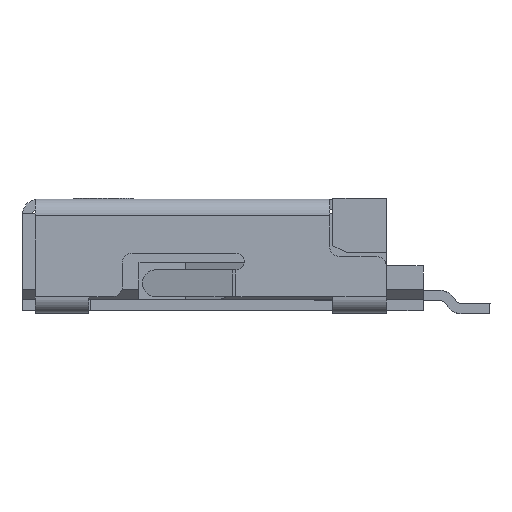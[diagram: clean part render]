
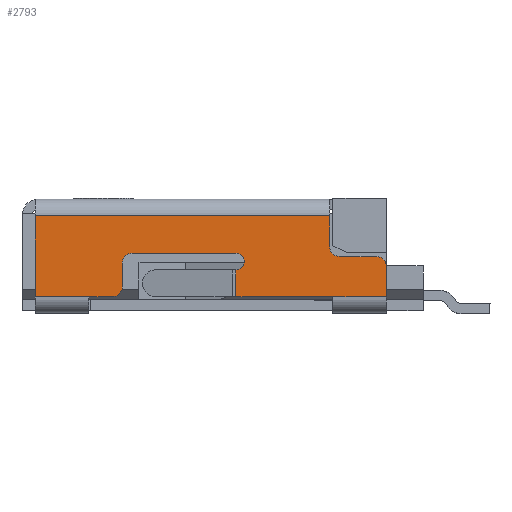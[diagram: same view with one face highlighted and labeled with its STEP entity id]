
A CAD part, left-side view. The second image highlights one B-rep face of the part: STEP entity #2793.
In plain terms, the highlighted planar face has unit normal (-1, 0, 0).
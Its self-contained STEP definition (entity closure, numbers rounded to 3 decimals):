
#155 = ORIENTED_EDGE ( 'NONE', *, *, #14922, .T. ) ;
#308 = LINE ( 'NONE', #24557, #44338 ) ;
#788 = VECTOR ( 'NONE', #40786, 1000. ) ;
#893 = EDGE_CURVE ( 'NONE', #5099, #14845, #8778, .T. ) ;
#1531 = EDGE_CURVE ( 'NONE', #26550, #6496, #7658, .T. ) ;
#2085 = EDGE_CURVE ( 'NONE', #39082, #14845, #16752, .T. ) ;
#2458 = ORIENTED_EDGE ( 'NONE', *, *, #12616, .T. ) ;
#2791 = DIRECTION ( 'NONE',  ( 0., 0., -1. ) ) ;
#2793 = ADVANCED_FACE ( 'NONE', ( #37607 ), #13151, .T. ) ;
#2933 = LINE ( 'NONE', #23778, #788 ) ;
#3046 = EDGE_LOOP ( 'NONE', ( #5456, #22511, #9068, #2458, #28464, #23198, #26822, #12982, #8268, #155, #17183, #35353, #17677, #33420, #39621, #30430, #16476 ) ) ;
#3200 = DIRECTION ( 'NONE',  ( 0., -1., 0. ) ) ;
#4653 = DIRECTION ( 'NONE',  ( -1., 0., 0. ) ) ;
#5026 = VERTEX_POINT ( 'NONE', #22944 ) ;
#5099 = VERTEX_POINT ( 'NONE', #41319 ) ;
#5456 = ORIENTED_EDGE ( 'NONE', *, *, #42380, .T. ) ;
#5797 = EDGE_CURVE ( 'NONE', #9634, #5026, #23483, .T. ) ;
#6200 = AXIS2_PLACEMENT_3D ( 'NONE', #9990, #16654, #44788 ) ;
#6496 = VERTEX_POINT ( 'NONE', #10675 ) ;
#6571 = CARTESIAN_POINT ( 'NONE',  ( -20.111, 3.346, 0.042 ) ) ;
#7077 = LINE ( 'NONE', #21030, #26369 ) ;
#7231 = CARTESIAN_POINT ( 'NONE',  ( -20.111, 7.746, -0.458 ) ) ;
#7658 = CIRCLE ( 'NONE', #6200, 0.15 ) ;
#8268 = ORIENTED_EDGE ( 'NONE', *, *, #32785, .F. ) ;
#8437 = DIRECTION ( 'NONE',  ( 1., 0., 0. ) ) ;
#8598 = DIRECTION ( 'NONE',  ( 0., -1., 0. ) ) ;
#8778 = LINE ( 'NONE', #22513, #40942 ) ;
#9016 = DIRECTION ( 'NONE',  ( 0., 1., 0. ) ) ;
#9068 = ORIENTED_EDGE ( 'NONE', *, *, #893, .F. ) ;
#9634 = VERTEX_POINT ( 'NONE', #26888 ) ;
#9990 = CARTESIAN_POINT ( 'NONE',  ( -20.111, 6.596, -1.018 ) ) ;
#10143 = DIRECTION ( 'NONE',  ( 0., -1., 0. ) ) ;
#10675 = CARTESIAN_POINT ( 'NONE',  ( -20.111, 6.446, -1.018 ) ) ;
#11026 = LINE ( 'NONE', #41994, #14879 ) ;
#11041 = DIRECTION ( 'NONE',  ( 0., 0., 1. ) ) ;
#11165 = AXIS2_PLACEMENT_3D ( 'NONE', #26357, #40196, #9016 ) ;
#11578 = DIRECTION ( 'NONE',  ( 0., 0., -1. ) ) ;
#11747 = VERTEX_POINT ( 'NONE', #37019 ) ;
#12598 = VECTOR ( 'NONE', #11041, 1000. ) ;
#12616 = EDGE_CURVE ( 'NONE', #5099, #33746, #31832, .T. ) ;
#12982 = ORIENTED_EDGE ( 'NONE', *, *, #41592, .T. ) ;
#13057 = VERTEX_POINT ( 'NONE', #44399 ) ;
#13151 = PLANE ( 'NONE',  #11165 ) ;
#14070 = LINE ( 'NONE', #21584, #38799 ) ;
#14602 = CIRCLE ( 'NONE', #18968, 0.125 ) ;
#14827 = VERTEX_POINT ( 'NONE', #24581 ) ;
#14845 = VERTEX_POINT ( 'NONE', #30985 ) ;
#14879 = VECTOR ( 'NONE', #35280, 1000. ) ;
#14922 = EDGE_CURVE ( 'NONE', #20999, #13057, #42078, .T. ) ;
#15963 = AXIS2_PLACEMENT_3D ( 'NONE', #41556, #24740, #10143 ) ;
#16154 = CARTESIAN_POINT ( 'NONE',  ( -20.111, 6.946, -1.168 ) ) ;
#16476 = ORIENTED_EDGE ( 'NONE', *, *, #40200, .T. ) ;
#16654 = DIRECTION ( 'NONE',  ( -1., 0., 0. ) ) ;
#16752 = LINE ( 'NONE', #34550, #17942 ) ;
#17183 = ORIENTED_EDGE ( 'NONE', *, *, #43855, .T. ) ;
#17677 = ORIENTED_EDGE ( 'NONE', *, *, #1531, .T. ) ;
#17942 = VECTOR ( 'NONE', #3200, 1000. ) ;
#18116 = EDGE_CURVE ( 'NONE', #27841, #26550, #2933, .T. ) ;
#18311 = EDGE_CURVE ( 'NONE', #6496, #9634, #30036, .T. ) ;
#18660 = DIRECTION ( 'NONE',  ( 0., -1., 0. ) ) ;
#18968 = AXIS2_PLACEMENT_3D ( 'NONE', #39853, #8437, #33371 ) ;
#20999 = VERTEX_POINT ( 'NONE', #28496 ) ;
#21030 = CARTESIAN_POINT ( 'NONE',  ( -20.111, 4.746, -0.668 ) ) ;
#21584 = CARTESIAN_POINT ( 'NONE',  ( -20.111, 3.346, -0.458 ) ) ;
#22511 = ORIENTED_EDGE ( 'NONE', *, *, #2085, .T. ) ;
#22513 = CARTESIAN_POINT ( 'NONE',  ( -20.111, 2.896, -1.168 ) ) ;
#22589 = AXIS2_PLACEMENT_3D ( 'NONE', #36015, #4653, #18660 ) ;
#22592 = CARTESIAN_POINT ( 'NONE',  ( -20.111, 2.646, -0.568 ) ) ;
#22944 = CARTESIAN_POINT ( 'NONE',  ( -20.111, 6.296, -0.518 ) ) ;
#23007 = CARTESIAN_POINT ( 'NONE',  ( -20.111, 5.121, -0.518 ) ) ;
#23198 = ORIENTED_EDGE ( 'NONE', *, *, #26300, .T. ) ;
#23391 = CARTESIAN_POINT ( 'NONE',  ( -20.111, 4.746, -0.768 ) ) ;
#23410 = VERTEX_POINT ( 'NONE', #23391 ) ;
#23483 = CIRCLE ( 'NONE', #24933, 0.15 ) ;
#23778 = CARTESIAN_POINT ( 'NONE',  ( -20.111, 5.121, -1.168 ) ) ;
#24073 = CARTESIAN_POINT ( 'NONE',  ( -20.111, 2.496, -0.668 ) ) ;
#24321 = EDGE_CURVE ( 'NONE', #11747, #32647, #29774, .T. ) ;
#24557 = CARTESIAN_POINT ( 'NONE',  ( -20.111, 5.121, -1.168 ) ) ;
#24581 = CARTESIAN_POINT ( 'NONE',  ( -20.111, 4.746, -0.518 ) ) ;
#24719 = CARTESIAN_POINT ( 'NONE',  ( -20.111, 3.346, -0.418 ) ) ;
#24740 = DIRECTION ( 'NONE',  ( 1., 0., 0. ) ) ;
#24933 = AXIS2_PLACEMENT_3D ( 'NONE', #38289, #38055, #2791 ) ;
#25613 = DIRECTION ( 'NONE',  ( 0., -1., 0. ) ) ;
#25723 = CARTESIAN_POINT ( 'NONE',  ( -20.111, 6.596, -1.168 ) ) ;
#25734 = VERTEX_POINT ( 'NONE', #22592 ) ;
#25934 = DIRECTION ( 'NONE',  ( 0., 0., 1. ) ) ;
#26249 = VECTOR ( 'NONE', #11578, 1000. ) ;
#26300 = EDGE_CURVE ( 'NONE', #25734, #11747, #11026, .T. ) ;
#26357 = CARTESIAN_POINT ( 'NONE',  ( -20.111, 2.364, 0.067 ) ) ;
#26369 = VECTOR ( 'NONE', #31972, 1000. ) ;
#26550 = VERTEX_POINT ( 'NONE', #25723 ) ;
#26822 = ORIENTED_EDGE ( 'NONE', *, *, #24321, .T. ) ;
#26888 = CARTESIAN_POINT ( 'NONE',  ( -20.111, 6.446, -0.668 ) ) ;
#27841 = VERTEX_POINT ( 'NONE', #16154 ) ;
#28464 = ORIENTED_EDGE ( 'NONE', *, *, #31075, .T. ) ;
#28496 = CARTESIAN_POINT ( 'NONE',  ( -20.111, 7.746, 0.042 ) ) ;
#28905 = EDGE_CURVE ( 'NONE', #5026, #14827, #38044, .T. ) ;
#29774 = CIRCLE ( 'NONE', #15963, 0.15 ) ;
#30036 = LINE ( 'NONE', #40672, #41253 ) ;
#30430 = ORIENTED_EDGE ( 'NONE', *, *, #28905, .T. ) ;
#30959 = DIRECTION ( 'NONE',  ( 0., -1., 0. ) ) ;
#30985 = CARTESIAN_POINT ( 'NONE',  ( -20.111, 3.296, -1.168 ) ) ;
#31075 = EDGE_CURVE ( 'NONE', #33746, #25734, #40966, .T. ) ;
#31832 = LINE ( 'NONE', #24073, #12598 ) ;
#31972 = DIRECTION ( 'NONE',  ( 0., 0., -1. ) ) ;
#32647 = VERTEX_POINT ( 'NONE', #24719 ) ;
#32785 = EDGE_CURVE ( 'NONE', #20999, #37537, #43984, .T. ) ;
#32893 = CARTESIAN_POINT ( 'NONE',  ( -20.111, 2.496, -0.718 ) ) ;
#33371 = DIRECTION ( 'NONE',  ( 0., 0., 1. ) ) ;
#33420 = ORIENTED_EDGE ( 'NONE', *, *, #18311, .T. ) ;
#33746 = VERTEX_POINT ( 'NONE', #32893 ) ;
#34550 = CARTESIAN_POINT ( 'NONE',  ( -20.111, 5.121, -1.168 ) ) ;
#35280 = DIRECTION ( 'NONE',  ( 0., 1., 0. ) ) ;
#35353 = ORIENTED_EDGE ( 'NONE', *, *, #18116, .T. ) ;
#35952 = CARTESIAN_POINT ( 'NONE',  ( -20.111, 5.546, 0.042 ) ) ;
#36015 = CARTESIAN_POINT ( 'NONE',  ( -20.111, 2.646, -0.718 ) ) ;
#36491 = DIRECTION ( 'NONE',  ( 0., 1., 0. ) ) ;
#37019 = CARTESIAN_POINT ( 'NONE',  ( -20.111, 3.196, -0.568 ) ) ;
#37537 = VERTEX_POINT ( 'NONE', #6571 ) ;
#37607 = FACE_OUTER_BOUND ( 'NONE', #3046, .T. ) ;
#37814 = CARTESIAN_POINT ( 'NONE',  ( -20.111, 4.746, -1.168 ) ) ;
#38044 = LINE ( 'NONE', #23007, #42189 ) ;
#38055 = DIRECTION ( 'NONE',  ( 1., 0., 0. ) ) ;
#38289 = CARTESIAN_POINT ( 'NONE',  ( -20.111, 6.296, -0.668 ) ) ;
#38799 = VECTOR ( 'NONE', #42032, 1000. ) ;
#39082 = VERTEX_POINT ( 'NONE', #37814 ) ;
#39621 = ORIENTED_EDGE ( 'NONE', *, *, #5797, .T. ) ;
#39853 = CARTESIAN_POINT ( 'NONE',  ( -20.111, 4.746, -0.643 ) ) ;
#40196 = DIRECTION ( 'NONE',  ( -1., 0., 0. ) ) ;
#40200 = EDGE_CURVE ( 'NONE', #14827, #23410, #14602, .T. ) ;
#40672 = CARTESIAN_POINT ( 'NONE',  ( -20.111, 6.446, -0.668 ) ) ;
#40786 = DIRECTION ( 'NONE',  ( 0., -1., 0. ) ) ;
#40942 = VECTOR ( 'NONE', #36491, 1000. ) ;
#40966 = CIRCLE ( 'NONE', #22589, 0.15 ) ;
#41193 = VECTOR ( 'NONE', #25613, 1000. ) ;
#41253 = VECTOR ( 'NONE', #25934, 1000. ) ;
#41319 = CARTESIAN_POINT ( 'NONE',  ( -20.111, 2.496, -1.168 ) ) ;
#41556 = CARTESIAN_POINT ( 'NONE',  ( -20.111, 3.196, -0.418 ) ) ;
#41592 = EDGE_CURVE ( 'NONE', #32647, #37537, #14070, .T. ) ;
#41994 = CARTESIAN_POINT ( 'NONE',  ( -20.111, 5.121, -0.568 ) ) ;
#42032 = DIRECTION ( 'NONE',  ( 0., 0., 1. ) ) ;
#42078 = LINE ( 'NONE', #7231, #26249 ) ;
#42189 = VECTOR ( 'NONE', #8598, 1000. ) ;
#42380 = EDGE_CURVE ( 'NONE', #23410, #39082, #7077, .T. ) ;
#43855 = EDGE_CURVE ( 'NONE', #13057, #27841, #308, .T. ) ;
#43984 = LINE ( 'NONE', #35952, #41193 ) ;
#44338 = VECTOR ( 'NONE', #30959, 1000. ) ;
#44399 = CARTESIAN_POINT ( 'NONE',  ( -20.111, 7.746, -1.168 ) ) ;
#44788 = DIRECTION ( 'NONE',  ( 0., 1., 0. ) ) ;
